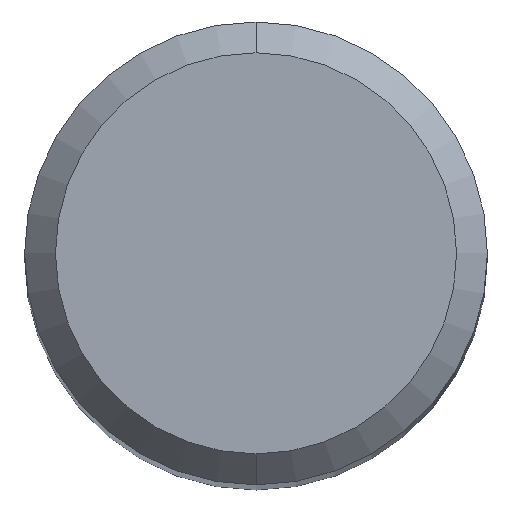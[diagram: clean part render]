
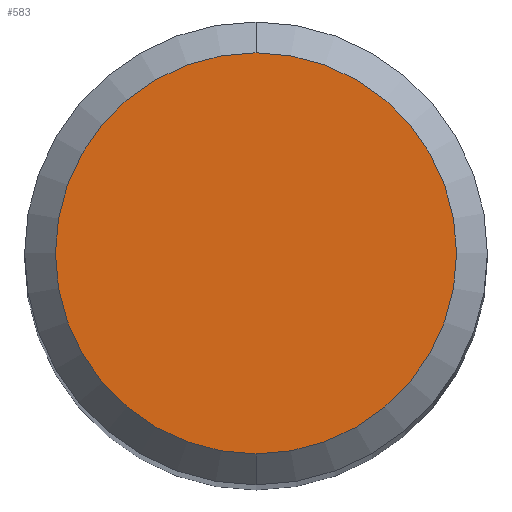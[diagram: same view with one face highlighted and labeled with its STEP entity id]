
A CAD part, top view. The second image highlights one B-rep face of the part: STEP entity #583.
In plain terms, the highlighted planar face has unit normal (0, 0, 1).
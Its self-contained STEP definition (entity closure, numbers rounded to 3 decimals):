
#381=VERTEX_POINT('',#1053);
#523=VERTEX_POINT('',#1207);
#583=ADVANCED_FACE('',(#1274),#1275,.T.);
#593=EDGE_CURVE('',#523,#381,#1285,.T.);
#831=EDGE_CURVE('',#381,#523,#1544,.T.);
#1053=CARTESIAN_POINT('',(0.0,2.6,0.0));
#1207=CARTESIAN_POINT('',(0.,-2.6,0.0));
#1274=FACE_OUTER_BOUND('',#2406,.T.);
#1275=PLANE('',#2407);
#1285=CIRCLE('',#2432,2.6);
#1544=CIRCLE('',#3092,2.6);
#2406=EDGE_LOOP('',(#4000,#4001));
#2407=AXIS2_PLACEMENT_3D('',#4002,#4003,#4004);
#2432=AXIS2_PLACEMENT_3D('',#4005,#4006,#4007);
#3092=AXIS2_PLACEMENT_3D('',#4316,#4317,#4318);
#4000=ORIENTED_EDGE('',*,*,#831,.F.);
#4001=ORIENTED_EDGE('',*,*,#593,.F.);
#4002=CARTESIAN_POINT('',(0.0,1.3,0.0));
#4003=DIRECTION('',(-0.0,0.0,1.0));
#4004=DIRECTION('',(0.0,-1.0,0.0));
#4005=CARTESIAN_POINT('',(0.0,0.0,0.0));
#4006=DIRECTION('',(0.0,0.0,-1.0));
#4007=DIRECTION('',(0.0,1.0,0.0));
#4316=CARTESIAN_POINT('',(0.0,0.0,0.0));
#4317=DIRECTION('',(0.0,0.0,-1.0));
#4318=DIRECTION('',(0.0,1.0,0.0));
